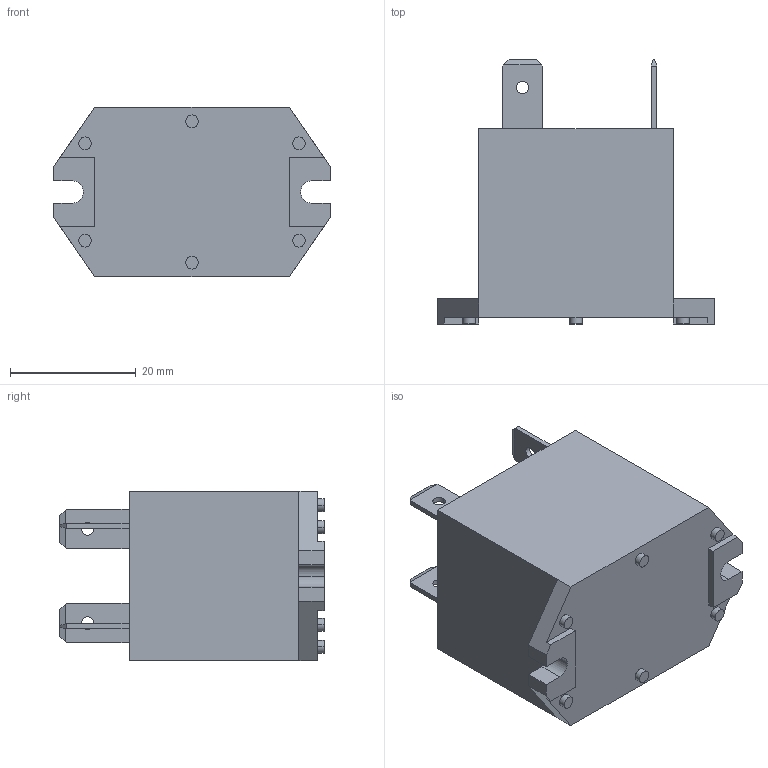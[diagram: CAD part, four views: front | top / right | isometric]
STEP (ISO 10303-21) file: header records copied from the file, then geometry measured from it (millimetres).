
FILE_DESCRIPTION(('STEP AP242'),'1');
FILE_NAME('g9ej-1-e-uvd.stp','2020-03-05T06:23:46',('TraceParts'),('TraceParts S.A.'),'Spatial InterOp 3D',' ',' ');
FILE_SCHEMA(('AP242_MANAGED_MODEL_BASED_3D_ENGINEERING_MIM_LF {1 0 10303 442 1 1 4}'));
Length unit declared in the file: millimetre
Products named in the file (1): g9ej-1-e-uvd
Bounding box: 44 x 42 x 27 mm (x, y, z)
Volume: 26032.5 mm3; surface area: 6337.8 mm2
Topology: 1 solids, 1 shells, 94 faces, 242 edges, 160 vertices
Faces by surface type: plane 70, cylinder 24
Entity records: 2873 total; most frequent: CARTESIAN_POINT 497, ORIENTED_EDGE 484, DIRECTION 480, EDGE_CURVE 242, LINE 194, VECTOR 194, VERTEX_POINT 160, AXIS2_PLACEMENT_3D 143
